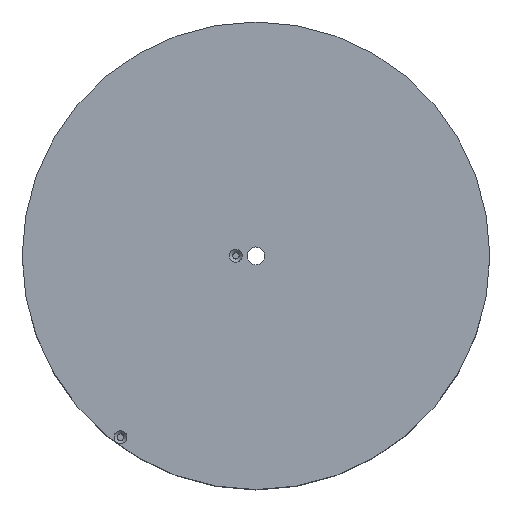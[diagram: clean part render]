
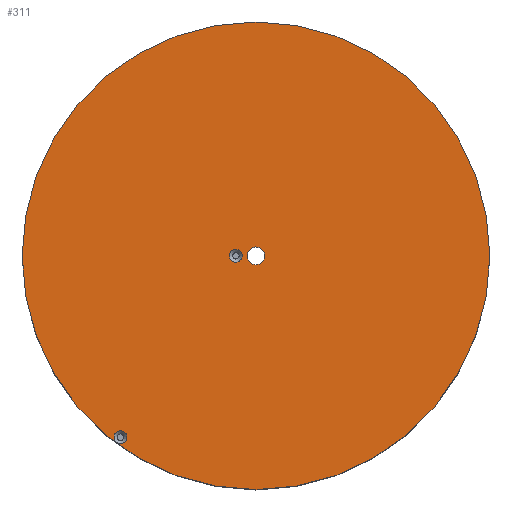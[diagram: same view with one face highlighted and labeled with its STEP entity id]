
A CAD part, top view. The second image highlights one B-rep face of the part: STEP entity #311.
In plain terms, the highlighted planar face has unit normal (0, 0, 1).
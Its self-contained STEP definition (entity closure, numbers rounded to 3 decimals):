
#17=FACE_BOUND('',#69,.T.);
#18=FACE_BOUND('',#70,.T.);
#19=FACE_BOUND('',#71,.T.);
#35=PLANE('',#365);
#48=FACE_OUTER_BOUND('',#68,.T.);
#68=EDGE_LOOP('',(#224));
#69=EDGE_LOOP('',(#225));
#70=EDGE_LOOP('',(#226));
#71=EDGE_LOOP('',(#227));
#123=CIRCLE('',#362,0.8);
#126=CIRCLE('',#366,29.);
#127=CIRCLE('',#367,0.8);
#128=CIRCLE('',#368,1.1);
#147=VERTEX_POINT('',#521);
#150=VERTEX_POINT('',#529);
#151=VERTEX_POINT('',#531);
#152=VERTEX_POINT('',#533);
#175=EDGE_CURVE('',#147,#147,#123,.T.);
#179=EDGE_CURVE('',#150,#150,#126,.T.);
#180=EDGE_CURVE('',#151,#151,#127,.T.);
#181=EDGE_CURVE('',#152,#152,#128,.T.);
#224=ORIENTED_EDGE('',*,*,#179,.T.);
#225=ORIENTED_EDGE('',*,*,#180,.F.);
#226=ORIENTED_EDGE('',*,*,#181,.T.);
#227=ORIENTED_EDGE('',*,*,#175,.F.);
#311=ADVANCED_FACE('',(#48,#17,#18,#19),#35,.T.);
#362=AXIS2_PLACEMENT_3D('',#522,#429,#430);
#365=AXIS2_PLACEMENT_3D('',#528,#436,#437);
#366=AXIS2_PLACEMENT_3D('',#530,#438,#439);
#367=AXIS2_PLACEMENT_3D('',#532,#440,#441);
#368=AXIS2_PLACEMENT_3D('',#534,#442,#443);
#429=DIRECTION('center_axis',(0.,0.,1.));
#430=DIRECTION('ref_axis',(-1.,0.,0.));
#436=DIRECTION('center_axis',(0.,0.,1.));
#437=DIRECTION('ref_axis',(1.,0.,0.));
#438=DIRECTION('center_axis',(0.,0.,1.));
#439=DIRECTION('ref_axis',(1.,0.,0.));
#440=DIRECTION('center_axis',(0.,0.,1.));
#441=DIRECTION('ref_axis',(-1.,0.,0.));
#442=DIRECTION('center_axis',(0.,0.,-1.));
#443=DIRECTION('ref_axis',(1.,0.,0.));
#521=CARTESIAN_POINT('',(-16.011,-22.5,28.));
#522=CARTESIAN_POINT('Origin',(-16.811,-22.5,28.));
#528=CARTESIAN_POINT('Origin',(0.,0.,28.));
#529=CARTESIAN_POINT('',(-29.,0.,28.));
#530=CARTESIAN_POINT('Origin',(0.,0.,28.));
#531=CARTESIAN_POINT('',(-1.7,0.,28.));
#532=CARTESIAN_POINT('Origin',(-2.5,0.,28.));
#533=CARTESIAN_POINT('',(-1.1,0.,28.));
#534=CARTESIAN_POINT('Origin',(0.,0.,28.));
